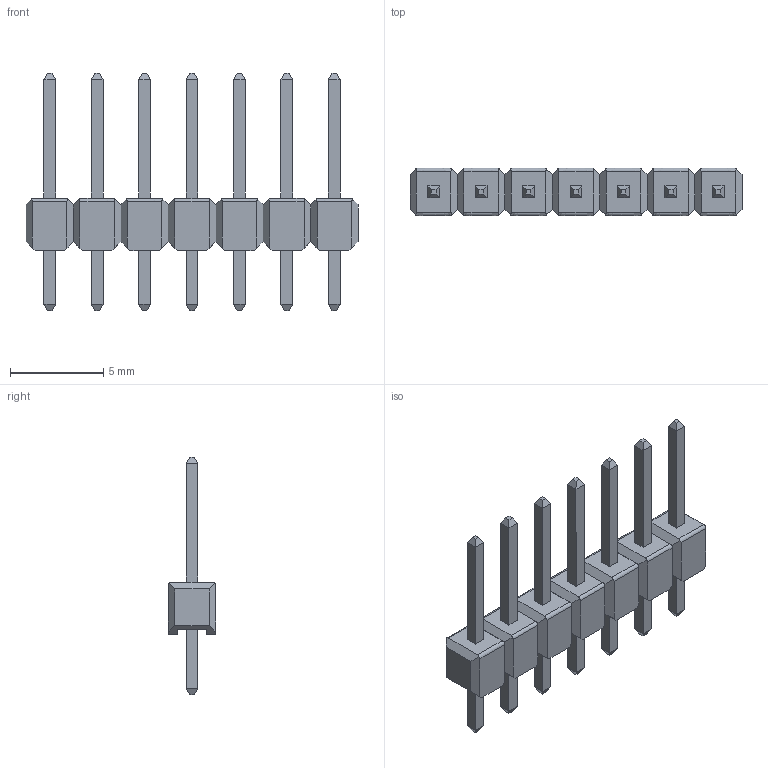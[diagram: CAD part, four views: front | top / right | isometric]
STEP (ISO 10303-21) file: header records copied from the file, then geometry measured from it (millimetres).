
FILE_DESCRIPTION(/* description */ (''),/* implementation_level */ '2;1');
FILE_NAME(/* name */ 'PID544~1',/* time_stamp */ '2014-06-14T09:57:22+02:00',/* author */ (''),/* organization */ (''),/* preprocessor_version */ 'ST-DEVELOPER v14',/* originating_system */ '',/* authorisation */ '');
FILE_SCHEMA (('AUTOMOTIVE_DESIGN'));
Length unit declared in the file: millimetre
Products named in the file (1): Document
Bounding box: 17.78 x 2.54 x 12.7 mm (x, y, z)
Volume: 34.4 mm3; surface area: 473 mm2
Topology: 7 solids, 14 shells, 254 faces, 665 edges, 429 vertices
Faces by surface type: plane 226, bspline 28
Entity records: 15249 total; most frequent: CARTESIAN_POINT 6099, B_SPLINE_CURVE_WITH_KNOTS 1905, ORIENTED_EDGE 1268, PCURVE 1268, DEFINITIONAL_REPRESENTATION 1268, SURFACE_CURVE 658, EDGE_CURVE 658, VERTEX_POINT 420
